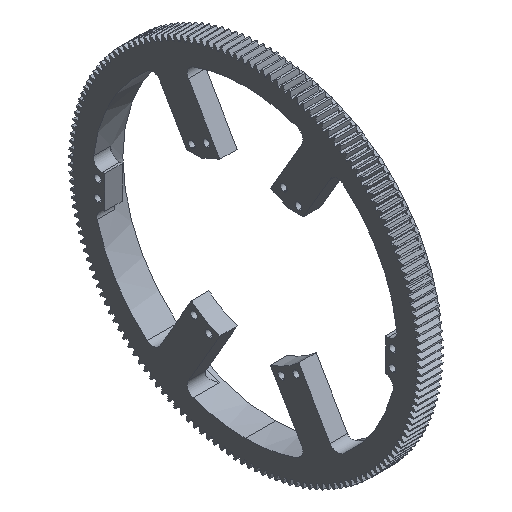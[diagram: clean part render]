
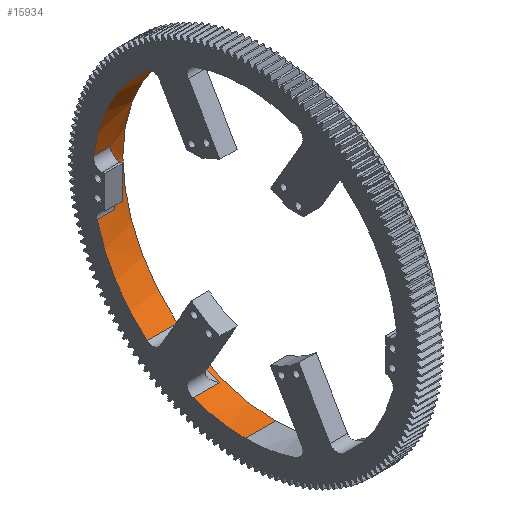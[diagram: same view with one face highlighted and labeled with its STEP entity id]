
A CAD part, isometric view. The second image highlights one B-rep face of the part: STEP entity #15934.
In plain terms, the highlighted cylindrical face has radius 88.9 mm (diameter 177.8 mm), a partial arc.
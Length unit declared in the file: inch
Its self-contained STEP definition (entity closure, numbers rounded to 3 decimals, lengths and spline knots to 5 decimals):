
#78 = EDGE_CURVE ( 'NONE', #18726, #14213, #3771, .T. ) ;
#284 = CARTESIAN_POINT ( 'NONE',  ( 0.6, 2.25137, -2.6798 ) ) ;
#307 = LINE ( 'NONE', #11869, #14411 ) ;
#321 = CARTESIAN_POINT ( 'NONE',  ( 0.6925, 0., -3.5 ) ) ;
#461 = CARTESIAN_POINT ( 'NONE',  ( 2., 2.25137, 2.6798 ) ) ;
#496 = EDGE_CURVE ( 'NONE', #8648, #3611, #6091, .T. ) ;
#512 = FACE_OUTER_BOUND ( 'NONE', #11552, .T. ) ;
#516 = CARTESIAN_POINT ( 'NONE',  ( 0.4, 0., 0. ) ) ;
#589 = DIRECTION ( 'NONE',  ( -1., 0., 0. ) ) ;
#633 = ORIENTED_EDGE ( 'NONE', *, *, #7933, .T. ) ;
#749 = DIRECTION ( 'NONE',  ( -1., 0., 0. ) ) ;
#1203 = AXIS2_PLACEMENT_3D ( 'NONE', #16911, #14744, #11141 ) ;
#1315 = AXIS2_PLACEMENT_3D ( 'NONE', #21255, #1780, #19218 ) ;
#1550 = VERTEX_POINT ( 'NONE', #5504 ) ;
#1573 = ORIENTED_EDGE ( 'NONE', *, *, #11371, .F. ) ;
#1780 = DIRECTION ( 'NONE',  ( -1., 0., 0. ) ) ;
#2451 = VERTEX_POINT ( 'NONE', #3765 ) ;
#2621 = ORIENTED_EDGE ( 'NONE', *, *, #19329, .T. ) ;
#2660 = VERTEX_POINT ( 'NONE', #24484 ) ;
#3095 = DIRECTION ( 'NONE',  ( -1., 0., 0. ) ) ;
#3181 = EDGE_CURVE ( 'NONE', #13308, #3672, #9347, .T. ) ;
#3199 = DIRECTION ( 'NONE',  ( 1., 0., 0. ) ) ;
#3347 = DIRECTION ( 'NONE',  ( -1., 0., 0. ) ) ;
#3389 = ORIENTED_EDGE ( 'NONE', *, *, #23232, .T. ) ;
#3611 = VERTEX_POINT ( 'NONE', #8806 ) ;
#3672 = VERTEX_POINT ( 'NONE', #20971 ) ;
#3765 = CARTESIAN_POINT ( 'NONE',  ( 0., 0., -3.5 ) ) ;
#3771 = CIRCLE ( 'NONE', #1315, 3.5 ) ;
#3799 = VECTOR ( 'NONE', #22103, 39.37008 ) ;
#4105 = ORIENTED_EDGE ( 'NONE', *, *, #8990, .T. ) ;
#4397 = AXIS2_PLACEMENT_3D ( 'NONE', #516, #4480, #21899 ) ;
#4480 = DIRECTION ( 'NONE',  ( -1., 0., 0. ) ) ;
#4734 = CARTESIAN_POINT ( 'NONE',  ( 0., 0., 0. ) ) ;
#4849 = CARTESIAN_POINT ( 'NONE',  ( 2., 0., 0. ) ) ;
#5231 = DIRECTION ( 'NONE',  ( 0., 0., -1. ) ) ;
#5504 = CARTESIAN_POINT ( 'NONE',  ( 0., 3.39593, -0.84713 ) ) ;
#5642 = AXIS2_PLACEMENT_3D ( 'NONE', #4734, #6787, #5231 ) ;
#6074 = VECTOR ( 'NONE', #23616, 39.37008 ) ;
#6091 = LINE ( 'NONE', #461, #3799 ) ;
#6112 = CIRCLE ( 'NONE', #1203, 3.5 ) ;
#6198 = EDGE_CURVE ( 'NONE', #11692, #22697, #307, .T. ) ;
#6540 = DIRECTION ( 'NONE',  ( 0., 0., 1. ) ) ;
#6549 = DIRECTION ( 'NONE',  ( 0., 0., -1. ) ) ;
#6622 = LINE ( 'NONE', #8674, #20343 ) ;
#6787 = DIRECTION ( 'NONE',  ( -1., 0., 0. ) ) ;
#6863 = CIRCLE ( 'NONE', #4397, 3.5 ) ;
#7348 = AXIS2_PLACEMENT_3D ( 'NONE', #10148, #19386, #8094 ) ;
#7892 = ORIENTED_EDGE ( 'NONE', *, *, #15716, .T. ) ;
#7933 = EDGE_CURVE ( 'NONE', #1550, #16267, #12722, .T. ) ;
#8094 = DIRECTION ( 'NONE',  ( 0., 0., 1. ) ) ;
#8180 = VECTOR ( 'NONE', #3095, 39.37008 ) ;
#8471 = CARTESIAN_POINT ( 'NONE',  ( 2., 3.39593, -0.84713 ) ) ;
#8648 = VERTEX_POINT ( 'NONE', #10231 ) ;
#8674 = CARTESIAN_POINT ( 'NONE',  ( 2., 1.19509, 3.28965 ) ) ;
#8806 = CARTESIAN_POINT ( 'NONE',  ( 0., 2.25137, 2.6798 ) ) ;
#8866 = CARTESIAN_POINT ( 'NONE',  ( 0.4, 3.48026, 0.37121 ) ) ;
#8990 = EDGE_CURVE ( 'NONE', #2660, #1550, #14768, .T. ) ;
#9136 = CARTESIAN_POINT ( 'NONE',  ( 2., 1.19509, -3.28965 ) ) ;
#9227 = CARTESIAN_POINT ( 'NONE',  ( 2., 2.25137, -2.6798 ) ) ;
#9347 = CIRCLE ( 'NONE', #14695, 3.5 ) ;
#9769 = ORIENTED_EDGE ( 'NONE', *, *, #23863, .T. ) ;
#9810 = EDGE_CURVE ( 'NONE', #3611, #11692, #21262, .T. ) ;
#10148 = CARTESIAN_POINT ( 'NONE',  ( 0.6, 0., 0. ) ) ;
#10231 = CARTESIAN_POINT ( 'NONE',  ( 0.6, 2.25137, 2.6798 ) ) ;
#10295 = DIRECTION ( 'NONE',  ( -1., 0., 0. ) ) ;
#11141 = DIRECTION ( 'NONE',  ( 0., 0., 1. ) ) ;
#11371 = EDGE_CURVE ( 'NONE', #13308, #2451, #25052, .T. ) ;
#11552 = EDGE_LOOP ( 'NONE', ( #1573, #16056, #7892, #15468, #3389, #14312, #14388, #14761, #11885, #2621, #4105, #633, #11609, #22856, #9769, #12855 ) ) ;
#11609 = ORIENTED_EDGE ( 'NONE', *, *, #14495, .T. ) ;
#11692 = VERTEX_POINT ( 'NONE', #18750 ) ;
#11869 = CARTESIAN_POINT ( 'NONE',  ( 2., 3.48026, 0.37121 ) ) ;
#11885 = ORIENTED_EDGE ( 'NONE', *, *, #6198, .T. ) ;
#12317 = AXIS2_PLACEMENT_3D ( 'NONE', #15443, #19663, #17624 ) ;
#12318 = CARTESIAN_POINT ( 'NONE',  ( 0.6925, 0., 0. ) ) ;
#12722 = CIRCLE ( 'NONE', #12317, 3.5 ) ;
#12855 = ORIENTED_EDGE ( 'NONE', *, *, #24229, .T. ) ;
#13104 = LINE ( 'NONE', #9136, #8180 ) ;
#13308 = VERTEX_POINT ( 'NONE', #321 ) ;
#13665 = VERTEX_POINT ( 'NONE', #21185 ) ;
#14057 = DIRECTION ( 'NONE',  ( 1., 0., 0. ) ) ;
#14156 = EDGE_CURVE ( 'NONE', #23781, #19425, #18416, .T. ) ;
#14213 = VERTEX_POINT ( 'NONE', #19500 ) ;
#14312 = ORIENTED_EDGE ( 'NONE', *, *, #14872, .T. ) ;
#14320 = DIRECTION ( 'NONE',  ( 0., 0., -1. ) ) ;
#14388 = ORIENTED_EDGE ( 'NONE', *, *, #496, .T. ) ;
#14411 = VECTOR ( 'NONE', #14057, 39.37008 ) ;
#14495 = EDGE_CURVE ( 'NONE', #16267, #23781, #16935, .T. ) ;
#14602 = VECTOR ( 'NONE', #3347, 39.37008 ) ;
#14695 = AXIS2_PLACEMENT_3D ( 'NONE', #12318, #18206, #6549 ) ;
#14710 = CARTESIAN_POINT ( 'NONE',  ( 0., 0., 3.5 ) ) ;
#14744 = DIRECTION ( 'NONE',  ( -1., 0., 0. ) ) ;
#14761 = ORIENTED_EDGE ( 'NONE', *, *, #9810, .T. ) ;
#14767 = VECTOR ( 'NONE', #3199, 39.37008 ) ;
#14768 = LINE ( 'NONE', #8471, #16822 ) ;
#14872 = EDGE_CURVE ( 'NONE', #23774, #8648, #6112, .T. ) ;
#14898 = LINE ( 'NONE', #21124, #14602 ) ;
#14985 = CARTESIAN_POINT ( 'NONE',  ( 0.6, 1.19509, -3.28965 ) ) ;
#15443 = CARTESIAN_POINT ( 'NONE',  ( 0., 0., 0. ) ) ;
#15468 = ORIENTED_EDGE ( 'NONE', *, *, #78, .T. ) ;
#15716 = EDGE_CURVE ( 'NONE', #3672, #18726, #14898, .T. ) ;
#15934 = ADVANCED_FACE ( 'NONE', ( #512 ), #22170, .F. ) ;
#16056 = ORIENTED_EDGE ( 'NONE', *, *, #3181, .T. ) ;
#16267 = VERTEX_POINT ( 'NONE', #25331 ) ;
#16656 = AXIS2_PLACEMENT_3D ( 'NONE', #4849, #749, #6540 ) ;
#16822 = VECTOR ( 'NONE', #10295, 39.37008 ) ;
#16911 = CARTESIAN_POINT ( 'NONE',  ( 0.6, 0., 0. ) ) ;
#16935 = LINE ( 'NONE', #9227, #14767 ) ;
#17624 = DIRECTION ( 'NONE',  ( 0., 0., -1. ) ) ;
#17859 = CARTESIAN_POINT ( 'NONE',  ( 0.6, 1.19509, 3.28965 ) ) ;
#18206 = DIRECTION ( 'NONE',  ( 1., 0., 0. ) ) ;
#18416 = CIRCLE ( 'NONE', #7348, 3.5 ) ;
#18726 = VERTEX_POINT ( 'NONE', #14710 ) ;
#18750 = CARTESIAN_POINT ( 'NONE',  ( 0., 3.48026, 0.37121 ) ) ;
#19218 = DIRECTION ( 'NONE',  ( 0., 0., -1. ) ) ;
#19329 = EDGE_CURVE ( 'NONE', #22697, #2660, #6863, .T. ) ;
#19386 = DIRECTION ( 'NONE',  ( -1., 0., 0. ) ) ;
#19425 = VERTEX_POINT ( 'NONE', #14985 ) ;
#19500 = CARTESIAN_POINT ( 'NONE',  ( 0., 1.19509, 3.28965 ) ) ;
#19576 = CIRCLE ( 'NONE', #5642, 3.5 ) ;
#19663 = DIRECTION ( 'NONE',  ( -1., 0., 0. ) ) ;
#19790 = CARTESIAN_POINT ( 'NONE',  ( 2., 0., -3.5 ) ) ;
#20343 = VECTOR ( 'NONE', #24020, 39.37008 ) ;
#20843 = AXIS2_PLACEMENT_3D ( 'NONE', #24027, #589, #14320 ) ;
#20971 = CARTESIAN_POINT ( 'NONE',  ( 0.6925, 0., 3.5 ) ) ;
#21124 = CARTESIAN_POINT ( 'NONE',  ( 2., 0., 3.5 ) ) ;
#21185 = CARTESIAN_POINT ( 'NONE',  ( 0., 1.19509, -3.28965 ) ) ;
#21255 = CARTESIAN_POINT ( 'NONE',  ( 0., 0., 0. ) ) ;
#21262 = CIRCLE ( 'NONE', #20843, 3.5 ) ;
#21899 = DIRECTION ( 'NONE',  ( 0., 0., 1. ) ) ;
#22103 = DIRECTION ( 'NONE',  ( -1., 0., 0. ) ) ;
#22170 = CYLINDRICAL_SURFACE ( 'NONE', #16656, 3.5 ) ;
#22697 = VERTEX_POINT ( 'NONE', #8866 ) ;
#22856 = ORIENTED_EDGE ( 'NONE', *, *, #14156, .T. ) ;
#23232 = EDGE_CURVE ( 'NONE', #14213, #23774, #6622, .T. ) ;
#23616 = DIRECTION ( 'NONE',  ( -1., 0., 0. ) ) ;
#23774 = VERTEX_POINT ( 'NONE', #17859 ) ;
#23781 = VERTEX_POINT ( 'NONE', #284 ) ;
#23863 = EDGE_CURVE ( 'NONE', #19425, #13665, #13104, .T. ) ;
#24020 = DIRECTION ( 'NONE',  ( 1., 0., 0. ) ) ;
#24027 = CARTESIAN_POINT ( 'NONE',  ( 0., 0., 0. ) ) ;
#24229 = EDGE_CURVE ( 'NONE', #13665, #2451, #19576, .T. ) ;
#24484 = CARTESIAN_POINT ( 'NONE',  ( 0.4, 3.39593, -0.84713 ) ) ;
#25052 = LINE ( 'NONE', #19790, #6074 ) ;
#25331 = CARTESIAN_POINT ( 'NONE',  ( 0., 2.25137, -2.6798 ) ) ;
